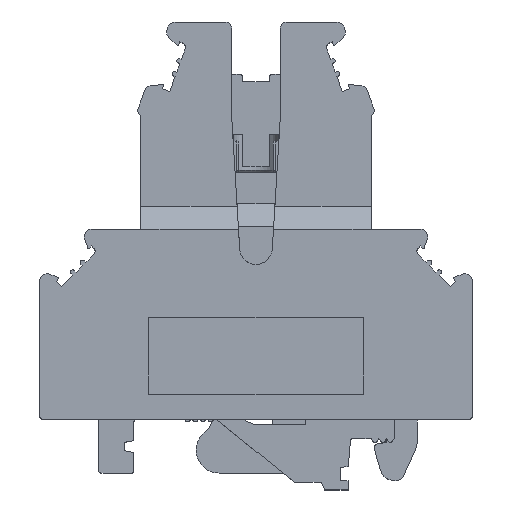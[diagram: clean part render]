
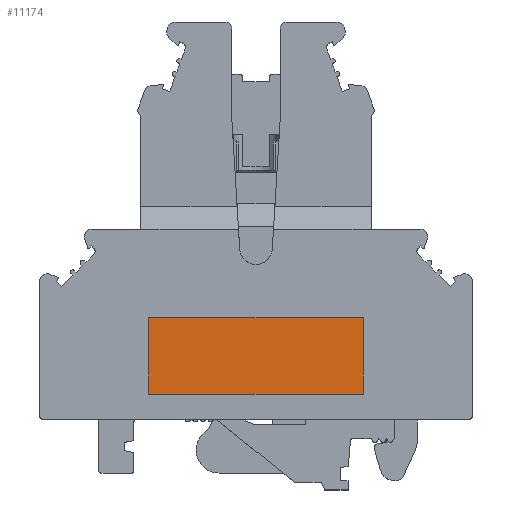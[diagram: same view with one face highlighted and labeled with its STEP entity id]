
A CAD part, top view. The second image highlights one B-rep face of the part: STEP entity #11174.
In plain terms, the highlighted planar face has unit normal (0, 0, 1).
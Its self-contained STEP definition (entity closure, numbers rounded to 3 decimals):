
#11174=ADVANCED_FACE('',(#21970),#21972,.T.);
#21970=FACE_BOUND('',#21971,.T.);
#21971=EDGE_LOOP('',(#33453,#33454,#33455,#33456));
#21972=PLANE('',#21973);
#21973=AXIS2_PLACEMENT_3D('',#21974,#21975,#21976);
#21974=CARTESIAN_POINT('',(0.,0.,6.1));
#21975=DIRECTION('',(0.,0.,1.));
#21976=DIRECTION('',(1.,0.,0.));
#33453=ORIENTED_EDGE('',*,*,#39579,.T.);
#33454=ORIENTED_EDGE('',*,*,#39577,.F.);
#33455=ORIENTED_EDGE('',*,*,#39571,.T.);
#33456=ORIENTED_EDGE('',*,*,#39581,.T.);
#39571=EDGE_CURVE('',#46074,#46075,#46076,.T.);
#39577=EDGE_CURVE('',#46074,#46083,#46086,.T.);
#39579=EDGE_CURVE('',#46089,#46083,#46090,.T.);
#39581=EDGE_CURVE('',#46075,#46089,#46092,.T.);
#46074=VERTEX_POINT('',#76192);
#46075=VERTEX_POINT('',#76193);
#46076=LINE('',#76194,#76195);
#46083=VERTEX_POINT('',#76209);
#46086=LINE('',#76216,#76217);
#46089=VERTEX_POINT('',#76223);
#46090=LINE('',#76224,#76225);
#46092=LINE('',#76230,#76231);
#76192=CARTESIAN_POINT('',(-14.,-1.5,6.1));
#76193=CARTESIAN_POINT('',(14.,-1.5,6.1));
#76194=CARTESIAN_POINT('',(-14.,-1.5,6.1));
#76195=VECTOR('',#76196,1.);
#76196=DIRECTION('',(1.,0.,0.));
#76209=CARTESIAN_POINT('',(-14.,8.5,6.1));
#76216=CARTESIAN_POINT('',(-14.,-1.5,6.1));
#76217=VECTOR('',#76218,1.);
#76218=DIRECTION('',(0.,1.,0.));
#76223=CARTESIAN_POINT('',(14.,8.5,6.1));
#76224=CARTESIAN_POINT('',(14.,8.5,6.1));
#76225=VECTOR('',#76226,1.);
#76226=DIRECTION('',(-1.,0.,0.));
#76230=CARTESIAN_POINT('',(14.,-1.5,6.1));
#76231=VECTOR('',#76232,1.);
#76232=DIRECTION('',(0.,1.,0.));
